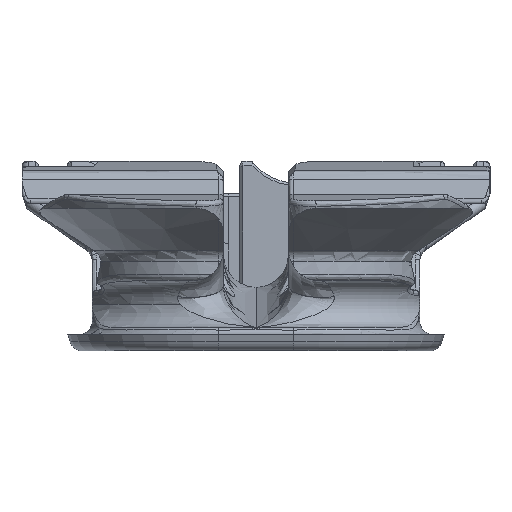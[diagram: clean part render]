
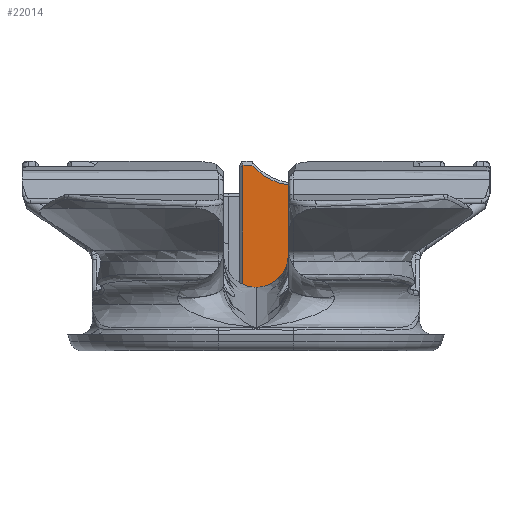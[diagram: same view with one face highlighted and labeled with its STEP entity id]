
A CAD part, left-side view. The second image highlights one B-rep face of the part: STEP entity #22014.
In plain terms, the highlighted planar face has unit normal (-1, 0, 0).
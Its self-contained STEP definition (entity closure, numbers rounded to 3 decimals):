
#457 = DIRECTION ( 'NONE',  ( 0., 0., -1. ) ) ;
#835 = CARTESIAN_POINT ( 'NONE',  ( 27., -1.249, 2.629 ) ) ;
#1084 = EDGE_CURVE ( 'NONE', #1819, #16227, #2765, .T. ) ;
#1115 = DIRECTION ( 'NONE',  ( 0., 0., 1. ) ) ;
#1233 = LINE ( 'NONE', #18150, #10815 ) ;
#1577 = CARTESIAN_POINT ( 'NONE',  ( 27., -12.872, 4.4 ) ) ;
#1742 = VECTOR ( 'NONE', #4358, 1000. ) ;
#1819 = VERTEX_POINT ( 'NONE', #13873 ) ;
#2049 = ORIENTED_EDGE ( 'NONE', *, *, #17790, .T. ) ;
#2498 = CARTESIAN_POINT ( 'NONE',  ( 27., 2.05, 4.15 ) ) ;
#2725 = CARTESIAN_POINT ( 'NONE',  ( 27., -7.402, 1.271 ) ) ;
#2765 = B_SPLINE_CURVE_WITH_KNOTS ( 'NONE', 3,
 ( #17598, #19988, #17973, #6475, #4599, #23886, #12038, #14176, #19492, #8248 ),
 .UNSPECIFIED., .F., .F.,
 ( 4, 2, 2, 2, 4 ),
 ( 0., 0.5, 0.625, 0.75, 1. ),
 .UNSPECIFIED. ) ;
#2790 = B_SPLINE_CURVE_WITH_KNOTS ( 'NONE', 3,
 ( #14845, #10924, #9027, #22859, #2725, #10417, #18124, #835, #22976, #5705 ),
 .UNSPECIFIED., .F., .F.,
 ( 4, 2, 2, 2, 4 ),
 ( 0., 0.25, 0.5, 0.75, 1. ),
 .UNSPECIFIED. ) ;
#3042 = CARTESIAN_POINT ( 'NONE',  ( 27., 0.622, 4.4 ) ) ;
#3879 = CARTESIAN_POINT ( 'NONE',  ( 27., 18., 4.4 ) ) ;
#4188 = ORIENTED_EDGE ( 'NONE', *, *, #1084, .T. ) ;
#4358 = DIRECTION ( 'NONE',  ( 0., 1., 0. ) ) ;
#4599 = CARTESIAN_POINT ( 'NONE',  ( 27., 2.04, 4.258 ) ) ;
#4636 = PLANE ( 'NONE',  #13200 ) ;
#5034 = EDGE_CURVE ( 'NONE', #17586, #1819, #19146, .T. ) ;
#5705 = CARTESIAN_POINT ( 'NONE',  ( 27., 0.622, 4.4 ) ) ;
#6200 = LINE ( 'NONE', #21582, #9715 ) ;
#6475 = CARTESIAN_POINT ( 'NONE',  ( 27., 2.037, 4.268 ) ) ;
#6609 = EDGE_LOOP ( 'NONE', ( #14753, #4188, #2049, #14878, #22320, #19561, #22634, #18767, #14853 ) ) ;
#6685 = VERTEX_POINT ( 'NONE', #1577 ) ;
#7683 = EDGE_CURVE ( 'NONE', #22836, #21815, #15941, .T. ) ;
#8248 = CARTESIAN_POINT ( 'NONE',  ( 27., 2.05, 4.15 ) ) ;
#8412 = CARTESIAN_POINT ( 'NONE',  ( 27., -18., -24. ) ) ;
#9027 = CARTESIAN_POINT ( 'NONE',  ( 27., -11.001, 2.629 ) ) ;
#9715 = VECTOR ( 'NONE', #12119, 1000. ) ;
#10301 = FACE_OUTER_BOUND ( 'NONE', #6609, .T. ) ;
#10417 = CARTESIAN_POINT ( 'NONE',  ( 27., -4.848, 1.271 ) ) ;
#10554 = EDGE_CURVE ( 'NONE', #12806, #6685, #18105, .T. ) ;
#10815 = VECTOR ( 'NONE', #1115, 1000. ) ;
#10924 = CARTESIAN_POINT ( 'NONE',  ( 27., -12.043, 3.423 ) ) ;
#10945 = VECTOR ( 'NONE', #457, 1000. ) ;
#11352 = VECTOR ( 'NONE', #18136, 1000. ) ;
#11567 = EDGE_CURVE ( 'NONE', #21815, #23792, #14475, .T. ) ;
#12038 = CARTESIAN_POINT ( 'NONE',  ( 27., 2.045, 4.225 ) ) ;
#12119 = DIRECTION ( 'NONE',  ( 0., 1., 0. ) ) ;
#12806 = VERTEX_POINT ( 'NONE', #17497 ) ;
#13200 = AXIS2_PLACEMENT_3D ( 'NONE', #8412, #16109, #19533 ) ;
#13873 = CARTESIAN_POINT ( 'NONE',  ( 27., 1.991, 4.4 ) ) ;
#14176 = CARTESIAN_POINT ( 'NONE',  ( 27., 2.049, 4.195 ) ) ;
#14202 = CARTESIAN_POINT ( 'NONE',  ( 27., 2.05, -24. ) ) ;
#14475 = LINE ( 'NONE', #18267, #11352 ) ;
#14506 = CARTESIAN_POINT ( 'NONE',  ( 27., 2.05, -21.5 ) ) ;
#14753 = ORIENTED_EDGE ( 'NONE', *, *, #5034, .T. ) ;
#14845 = CARTESIAN_POINT ( 'NONE',  ( 27., -12.872, 4.4 ) ) ;
#14853 = ORIENTED_EDGE ( 'NONE', *, *, #14986, .T. ) ;
#14878 = ORIENTED_EDGE ( 'NONE', *, *, #7683, .T. ) ;
#14986 = EDGE_CURVE ( 'NONE', #6685, #17586, #2790, .T. ) ;
#15941 = LINE ( 'NONE', #21736, #19391 ) ;
#16109 = DIRECTION ( 'NONE',  ( 1., 0., 0. ) ) ;
#16227 = VERTEX_POINT ( 'NONE', #2498 ) ;
#17351 = EDGE_CURVE ( 'NONE', #17386, #23792, #6200, .T. ) ;
#17386 = VERTEX_POINT ( 'NONE', #21704 ) ;
#17497 = CARTESIAN_POINT ( 'NONE',  ( 27., -18., 4.4 ) ) ;
#17586 = VERTEX_POINT ( 'NONE', #3042 ) ;
#17598 = CARTESIAN_POINT ( 'NONE',  ( 27., 1.991, 4.4 ) ) ;
#17790 = EDGE_CURVE ( 'NONE', #16227, #22836, #17996, .T. ) ;
#17973 = CARTESIAN_POINT ( 'NONE',  ( 27., 2.025, 4.319 ) ) ;
#17996 = LINE ( 'NONE', #14202, #10945 ) ;
#18105 = LINE ( 'NONE', #21632, #1742 ) ;
#18124 = CARTESIAN_POINT ( 'NONE',  ( 27., -3.57, 1.553 ) ) ;
#18136 = DIRECTION ( 'NONE',  ( 0., 0.63, -0.777 ) ) ;
#18150 = CARTESIAN_POINT ( 'NONE',  ( 27., -18., -24. ) ) ;
#18267 = CARTESIAN_POINT ( 'NONE',  ( 27., 4.723, -24.63 ) ) ;
#18540 = CARTESIAN_POINT ( 'NONE',  ( 27., 2.186, -21.5 ) ) ;
#18767 = ORIENTED_EDGE ( 'NONE', *, *, #10554, .T. ) ;
#19146 = LINE ( 'NONE', #3879, #23329 ) ;
#19391 = VECTOR ( 'NONE', #23750, 1000. ) ;
#19492 = CARTESIAN_POINT ( 'NONE',  ( 27., 2.05, 4.172 ) ) ;
#19533 = DIRECTION ( 'NONE',  ( 0., 0., -1. ) ) ;
#19561 = ORIENTED_EDGE ( 'NONE', *, *, #17351, .F. ) ;
#19988 = CARTESIAN_POINT ( 'NONE',  ( 27., 2.009, 4.363 ) ) ;
#21582 = CARTESIAN_POINT ( 'NONE',  ( 27., -18., -24. ) ) ;
#21632 = CARTESIAN_POINT ( 'NONE',  ( 27., 18., 4.4 ) ) ;
#21704 = CARTESIAN_POINT ( 'NONE',  ( 27., -18., -24. ) ) ;
#21736 = CARTESIAN_POINT ( 'NONE',  ( 27., 5.75, -21.5 ) ) ;
#21815 = VERTEX_POINT ( 'NONE', #18540 ) ;
#22014 = ADVANCED_FACE ( 'NONE', ( #10301 ), #4636, .F. ) ;
#22320 = ORIENTED_EDGE ( 'NONE', *, *, #11567, .T. ) ;
#22634 = ORIENTED_EDGE ( 'NONE', *, *, #24587, .T. ) ;
#22836 = VERTEX_POINT ( 'NONE', #14506 ) ;
#22859 = CARTESIAN_POINT ( 'NONE',  ( 27., -8.68, 1.553 ) ) ;
#22976 = CARTESIAN_POINT ( 'NONE',  ( 27., -0.208, 3.422 ) ) ;
#23286 = CARTESIAN_POINT ( 'NONE',  ( 27., 4.213, -24. ) ) ;
#23329 = VECTOR ( 'NONE', #24934, 1000. ) ;
#23750 = DIRECTION ( 'NONE',  ( 0., 1., 0. ) ) ;
#23792 = VERTEX_POINT ( 'NONE', #23286 ) ;
#23886 = CARTESIAN_POINT ( 'NONE',  ( 27., 2.043, 4.237 ) ) ;
#24587 = EDGE_CURVE ( 'NONE', #17386, #12806, #1233, .T. ) ;
#24934 = DIRECTION ( 'NONE',  ( 0., 1., 0. ) ) ;
